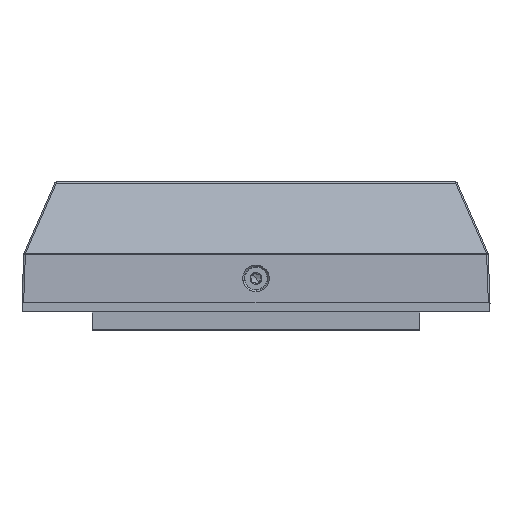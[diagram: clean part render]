
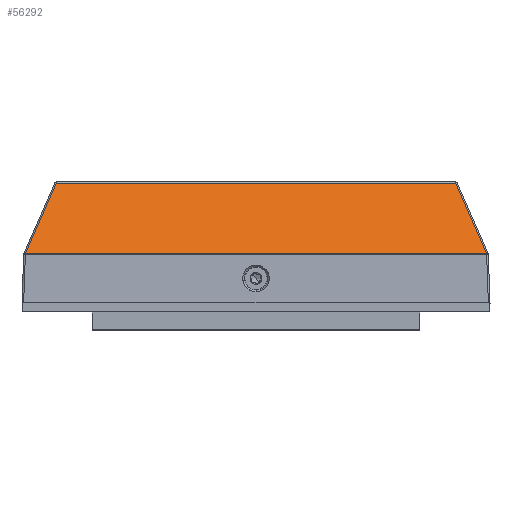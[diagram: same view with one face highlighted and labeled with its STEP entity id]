
A CAD part, top view. The second image highlights one B-rep face of the part: STEP entity #56292.
In plain terms, the highlighted face is planar.
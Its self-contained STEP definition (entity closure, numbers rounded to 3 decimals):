
#4267 = EDGE_LOOP ( 'NONE', ( #28992, #50776, #27570, #41357 ) ) ;
#5440 = VECTOR ( 'NONE', #48658, 1000. ) ;
#6774 = VECTOR ( 'NONE', #9332, 1000. ) ;
#8603 = AXIS2_PLACEMENT_3D ( 'NONE', #13979, #48132, #9336 ) ;
#9332 = DIRECTION ( 'NONE',  ( 0.37, -0.37, -0.852 ) ) ;
#9336 = DIRECTION ( 'NONE',  ( 0.399, 0., -0.917 ) ) ;
#9937 = CARTESIAN_POINT ( 'NONE',  ( -55.22, -54.853, 17.13 ) ) ;
#11830 = VERTEX_POINT ( 'NONE', #9937 ) ;
#13090 = VERTEX_POINT ( 'NONE', #21020 ) ;
#13583 = VERTEX_POINT ( 'NONE', #53163 ) ;
#13584 = DIRECTION ( 'NONE',  ( 0., -1., 0. ) ) ;
#13907 = EDGE_CURVE ( 'NONE', #11830, #13090, #36403, .T. ) ;
#13979 = CARTESIAN_POINT ( 'NONE',  ( -47.771, -60., 0. ) ) ;
#14242 = CARTESIAN_POINT ( 'NONE',  ( -55.22, -60., 17.13 ) ) ;
#16283 = CARTESIAN_POINT ( 'NONE',  ( -47.876, -47.509, 0.241 ) ) ;
#18625 = VERTEX_POINT ( 'NONE', #16283 ) ;
#20937 = EDGE_CURVE ( 'NONE', #13583, #18625, #53561, .T. ) ;
#21020 = CARTESIAN_POINT ( 'NONE',  ( -55.22, 54.853, 17.13 ) ) ;
#22430 = PLANE ( 'NONE',  #8603 ) ;
#25934 = CARTESIAN_POINT ( 'NONE',  ( -33.037, 32.67, -33.887 ) ) ;
#27570 = ORIENTED_EDGE ( 'NONE', *, *, #48604, .T. ) ;
#28992 = ORIENTED_EDGE ( 'NONE', *, *, #41256, .T. ) ;
#31371 = CARTESIAN_POINT ( 'NONE',  ( -47.876, -60., 0.241 ) ) ;
#36403 = LINE ( 'NONE', #14242, #5440 ) ;
#38225 = LINE ( 'NONE', #42042, #43489 ) ;
#38821 = VECTOR ( 'NONE', #13584, 1000. ) ;
#41256 = EDGE_CURVE ( 'NONE', #18625, #11830, #38225, .T. ) ;
#41357 = ORIENTED_EDGE ( 'NONE', *, *, #20937, .T. ) ;
#42042 = CARTESIAN_POINT ( 'NONE',  ( -49.499, -49.132, 3.974 ) ) ;
#43489 = VECTOR ( 'NONE', #46702, 1000. ) ;
#44927 = FACE_OUTER_BOUND ( 'NONE', #4267, .T. ) ;
#46702 = DIRECTION ( 'NONE',  ( -0.37, -0.37, 0.852 ) ) ;
#48127 = LINE ( 'NONE', #25934, #6774 ) ;
#48132 = DIRECTION ( 'NONE',  ( 0.917, 0., 0.399 ) ) ;
#48604 = EDGE_CURVE ( 'NONE', #13090, #13583, #48127, .T. ) ;
#48658 = DIRECTION ( 'NONE',  ( 0., 1., 0. ) ) ;
#50776 = ORIENTED_EDGE ( 'NONE', *, *, #13907, .T. ) ;
#53163 = CARTESIAN_POINT ( 'NONE',  ( -47.876, 47.509, 0.241 ) ) ;
#53561 = LINE ( 'NONE', #31371, #38821 ) ;
#56292 = ADVANCED_FACE ( 'NONE', ( #44927 ), #22430, .F. ) ;
